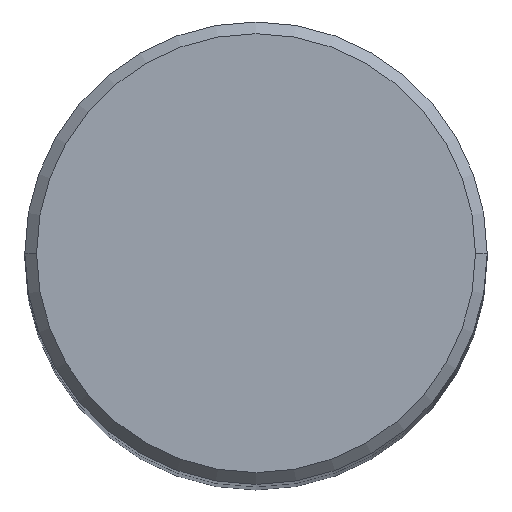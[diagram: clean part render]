
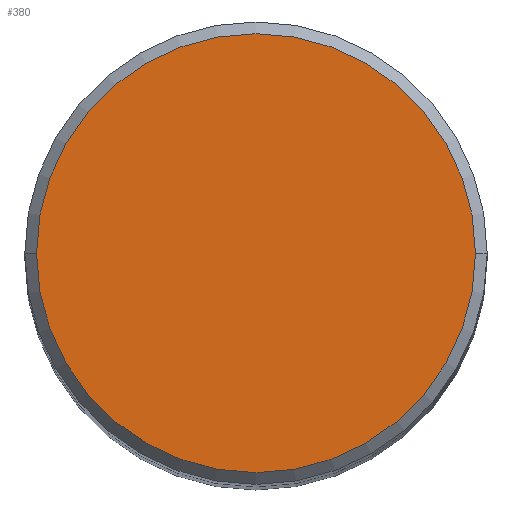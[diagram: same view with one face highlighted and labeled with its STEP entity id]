
A CAD part, top view. The second image highlights one B-rep face of the part: STEP entity #380.
In plain terms, the highlighted planar face has unit normal (0, 0, 1).
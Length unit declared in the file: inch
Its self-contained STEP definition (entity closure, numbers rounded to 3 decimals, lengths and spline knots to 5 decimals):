
#4 = CIRCLE ( 'NONE', #85, 0.3737 ) ;
#14 = DIRECTION ( 'NONE',  ( 0., 0., -1. ) ) ;
#17 = DIRECTION ( 'NONE',  ( 1., 0., 0. ) ) ;
#49 = CARTESIAN_POINT ( 'NONE',  ( -0.3737, 0., 0. ) ) ;
#85 = AXIS2_PLACEMENT_3D ( 'NONE', #310, #400, #119 ) ;
#95 = EDGE_LOOP ( 'NONE', ( #288, #405 ) ) ;
#119 = DIRECTION ( 'NONE',  ( 1., 0., 0. ) ) ;
#121 = VERTEX_POINT ( 'NONE', #171 ) ;
#155 = VERTEX_POINT ( 'NONE', #49 ) ;
#159 = DIRECTION ( 'NONE',  ( -1., 0., 0. ) ) ;
#164 = AXIS2_PLACEMENT_3D ( 'NONE', #282, #308, #17 ) ;
#166 = EDGE_CURVE ( 'NONE', #155, #121, #214, .T. ) ;
#167 = EDGE_CURVE ( 'NONE', #121, #155, #4, .T. ) ;
#171 = CARTESIAN_POINT ( 'NONE',  ( 0.3737, 0., 0. ) ) ;
#199 = FACE_OUTER_BOUND ( 'NONE', #95, .T. ) ;
#203 = CARTESIAN_POINT ( 'NONE',  ( 0., 0.3737, 0. ) ) ;
#214 = CIRCLE ( 'NONE', #164, 0.3737 ) ;
#282 = CARTESIAN_POINT ( 'NONE',  ( 0., 0., 0. ) ) ;
#288 = ORIENTED_EDGE ( 'NONE', *, *, #166, .T. ) ;
#308 = DIRECTION ( 'NONE',  ( 0., 0., 1. ) ) ;
#310 = CARTESIAN_POINT ( 'NONE',  ( 0., 0., 0. ) ) ;
#351 = PLANE ( 'NONE',  #352 ) ;
#352 = AXIS2_PLACEMENT_3D ( 'NONE', #203, #14, #159 ) ;
#380 = ADVANCED_FACE ( 'NONE', ( #199 ), #351, .F. ) ;
#400 = DIRECTION ( 'NONE',  ( 0., 0., 1. ) ) ;
#405 = ORIENTED_EDGE ( 'NONE', *, *, #167, .T. ) ;
